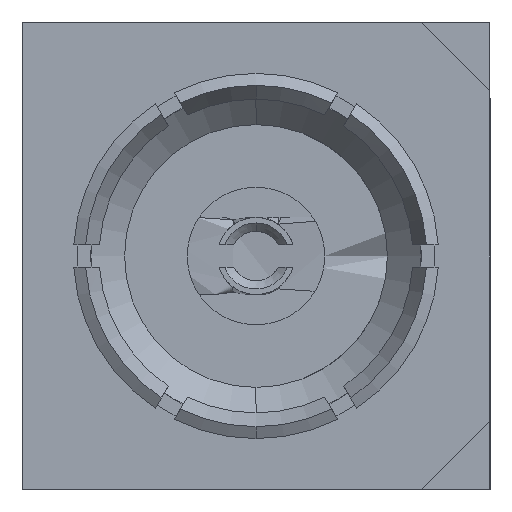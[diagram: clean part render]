
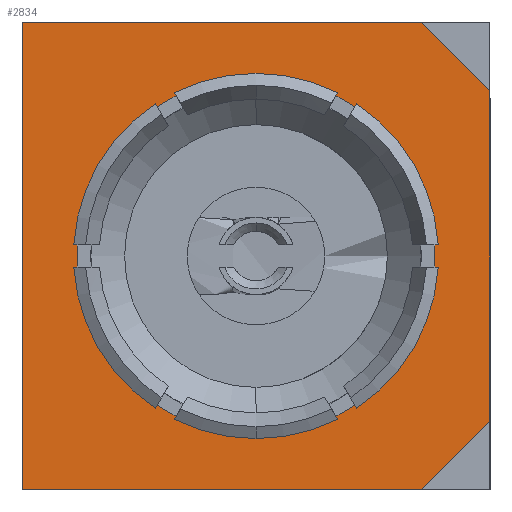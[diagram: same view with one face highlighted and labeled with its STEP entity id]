
A CAD part, left-side view. The second image highlights one B-rep face of the part: STEP entity #2834.
In plain terms, the highlighted planar face has unit normal (1, 0, 0).
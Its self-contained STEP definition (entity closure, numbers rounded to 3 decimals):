
#25 = ORIENTED_EDGE ( 'NONE', *, *, #2929, .T. ) ;
#178 = EDGE_CURVE ( 'NONE', #3929, #769, #2620, .T. ) ;
#223 = CARTESIAN_POINT ( 'NONE',  ( 1.143, 0.373, 1.386 ) ) ;
#244 = CARTESIAN_POINT ( 'NONE',  ( 1.143, -2.245, 2.245 ) ) ;
#322 = DIRECTION ( 'NONE',  ( 0., -1., 0. ) ) ;
#371 = VECTOR ( 'NONE', #5365, 1000. ) ;
#565 = CARTESIAN_POINT ( 'NONE',  ( 1.143, -1.524, 2.159 ) ) ;
#575 = CARTESIAN_POINT ( 'NONE',  ( 1.143, -1.524, 2.159 ) ) ;
#604 = LINE ( 'NONE', #3280, #4676 ) ;
#769 = VERTEX_POINT ( 'NONE', #6710 ) ;
#816 = VECTOR ( 'NONE', #5312, 1000. ) ;
#863 = EDGE_LOOP ( 'NONE', ( #3836, #7471, #4384, #1164, #2791, #4043 ) ) ;
#921 = FACE_OUTER_BOUND ( 'NONE', #863, .T. ) ;
#1137 = LINE ( 'NONE', #6760, #3208 ) ;
#1164 = ORIENTED_EDGE ( 'NONE', *, *, #178, .T. ) ;
#1209 = LINE ( 'NONE', #2344, #371 ) ;
#1259 = EDGE_CURVE ( 'NONE', #5410, #4581, #3468, .T. ) ;
#1437 = DIRECTION ( 'NONE',  ( 0., 0., -1. ) ) ;
#1455 = CARTESIAN_POINT ( 'NONE',  ( 1.143, -2.159, 1.524 ) ) ;
#1481 = CARTESIAN_POINT ( 'NONE',  ( 1.143, 0., -1.424 ) ) ;
#1506 = CARTESIAN_POINT ( 'NONE',  ( 1.143, -1.387, -0.373 ) ) ;
#1542 = CARTESIAN_POINT ( 'NONE',  ( 1.143, -0.717, -1.244 ) ) ;
#1667 = DIRECTION ( 'NONE',  ( 0., -0.707, -0.707 ) ) ;
#1778 = FACE_BOUND ( 'NONE', #4987, .T. ) ;
#1840 = CARTESIAN_POINT ( 'NONE',  ( 1.143, 0.186, 1.424 ) ) ;
#2143 = CARTESIAN_POINT ( 'NONE',  ( 1.143, -1.245, 0.716 ) ) ;
#2191 = CARTESIAN_POINT ( 'NONE',  ( 1.143, -1.424, -0.186 ) ) ;
#2261 = CARTESIAN_POINT ( 'NONE',  ( 1.143, 0.875, -1.138 ) ) ;
#2262 = CARTESIAN_POINT ( 'NONE',  ( 1.143, -1.524, -2.159 ) ) ;
#2279 = CARTESIAN_POINT ( 'NONE',  ( 1.143, 0.717, -1.244 ) ) ;
#2344 = CARTESIAN_POINT ( 'NONE',  ( 1.143, 2.159, 0. ) ) ;
#2620 = LINE ( 'NONE', #4083, #816 ) ;
#2719 = CARTESIAN_POINT ( 'NONE',  ( 1.143, 0., 2.159 ) ) ;
#2791 = ORIENTED_EDGE ( 'NONE', *, *, #4877, .T. ) ;
#2834 = ADVANCED_FACE ( 'NONE', ( #1778, #921 ), #3887, .T. ) ;
#2893 = CARTESIAN_POINT ( 'NONE',  ( 1.143, 1.387, 0.373 ) ) ;
#2904 = EDGE_CURVE ( 'NONE', #7021, #5410, #5513, .T. ) ;
#2922 = CARTESIAN_POINT ( 'NONE',  ( 1.143, 1.138, 0.875 ) ) ;
#2929 = EDGE_CURVE ( 'NONE', #5584, #5199, #4203, .T. ) ;
#2991 = CARTESIAN_POINT ( 'NONE',  ( 1.143, 0., 1.424 ) ) ;
#3063 = ORIENTED_EDGE ( 'NONE', *, *, #4830, .T. ) ;
#3093 = DIRECTION ( 'NONE',  ( 0., -0.707, 0.707 ) ) ;
#3208 = VECTOR ( 'NONE', #3093, 1000. ) ;
#3280 = CARTESIAN_POINT ( 'NONE',  ( 1.143, -2.159, 0. ) ) ;
#3326 = CARTESIAN_POINT ( 'NONE',  ( 1.143, -0.717, 1.244 ) ) ;
#3358 = CARTESIAN_POINT ( 'NONE',  ( 1.143, -1.138, 0.875 ) ) ;
#3418 = CARTESIAN_POINT ( 'NONE',  ( 1.143, -2.159, -1.524 ) ) ;
#3468 = LINE ( 'NONE', #575, #6822 ) ;
#3718 = CARTESIAN_POINT ( 'NONE',  ( 1.143, 0., -1.424 ) ) ;
#3836 = ORIENTED_EDGE ( 'NONE', *, *, #1259, .T. ) ;
#3887 = PLANE ( 'NONE',  #7054 ) ;
#3929 = VERTEX_POINT ( 'NONE', #2262 ) ;
#3969 = CARTESIAN_POINT ( 'NONE',  ( 1.143, 0., 1.424 ) ) ;
#4018 = CARTESIAN_POINT ( 'NONE',  ( 1.143, -0.373, -1.386 ) ) ;
#4043 = ORIENTED_EDGE ( 'NONE', *, *, #2904, .T. ) ;
#4083 = CARTESIAN_POINT ( 'NONE',  ( 1.143, 0., -2.159 ) ) ;
#4172 = B_SPLINE_CURVE_WITH_KNOTS ( 'NONE', 3,
 ( #2991, #1840, #223, #4194, #7762, #2922, #6540, #2893, #6030, #5336, #6009, #5952, #6569, #2261, #2279, #6591, #7178, #5985 ),
 .UNSPECIFIED., .F., .F.,
 ( 4, 2, 2, 2, 2, 2, 2, 2, 4 ),
 ( 0., 0.125, 0.25, 0.375, 0.5, 0.625, 0.75, 0.875, 1. ),
 .UNSPECIFIED. ) ;
#4194 = CARTESIAN_POINT ( 'NONE',  ( 1.143, 0.717, 1.244 ) ) ;
#4203 = B_SPLINE_CURVE_WITH_KNOTS ( 'NONE', 3,
 ( #1481, #4650, #4018, #1542, #6501, #5154, #5275, #1506, #2191, #5798, #7008, #2143, #3358, #6448, #3326, #4598, #5882, #7118 ),
 .UNSPECIFIED., .F., .F.,
 ( 4, 2, 2, 2, 2, 2, 2, 2, 4 ),
 ( 0., 0.125, 0.25, 0.375, 0.5, 0.625, 0.75, 0.875, 1. ),
 .UNSPECIFIED. ) ;
#4274 = EDGE_CURVE ( 'NONE', #3929, #6771, #1137, .T. ) ;
#4384 = ORIENTED_EDGE ( 'NONE', *, *, #4274, .F. ) ;
#4447 = VECTOR ( 'NONE', #322, 1000. ) ;
#4492 = DIRECTION ( 'NONE',  ( 1., 0., 0. ) ) ;
#4581 = VERTEX_POINT ( 'NONE', #1455 ) ;
#4598 = CARTESIAN_POINT ( 'NONE',  ( 1.143, -0.373, 1.387 ) ) ;
#4650 = CARTESIAN_POINT ( 'NONE',  ( 1.143, -0.186, -1.424 ) ) ;
#4676 = VECTOR ( 'NONE', #7596, 1000. ) ;
#4830 = EDGE_CURVE ( 'NONE', #5199, #5584, #4172, .T. ) ;
#4877 = EDGE_CURVE ( 'NONE', #769, #7021, #1209, .T. ) ;
#4987 = EDGE_LOOP ( 'NONE', ( #3063, #25 ) ) ;
#5154 = CARTESIAN_POINT ( 'NONE',  ( 1.143, -1.138, -0.875 ) ) ;
#5170 = EDGE_CURVE ( 'NONE', #4581, #6771, #604, .T. ) ;
#5199 = VERTEX_POINT ( 'NONE', #3969 ) ;
#5275 = CARTESIAN_POINT ( 'NONE',  ( 1.143, -1.244, -0.717 ) ) ;
#5312 = DIRECTION ( 'NONE',  ( 0., 1., 0. ) ) ;
#5336 = CARTESIAN_POINT ( 'NONE',  ( 1.143, 1.424, -0.186 ) ) ;
#5365 = DIRECTION ( 'NONE',  ( 0., 0., 1. ) ) ;
#5410 = VERTEX_POINT ( 'NONE', #565 ) ;
#5513 = LINE ( 'NONE', #2719, #4447 ) ;
#5584 = VERTEX_POINT ( 'NONE', #3718 ) ;
#5798 = CARTESIAN_POINT ( 'NONE',  ( 1.143, -1.424, 0.186 ) ) ;
#5882 = CARTESIAN_POINT ( 'NONE',  ( 1.143, -0.187, 1.424 ) ) ;
#5952 = CARTESIAN_POINT ( 'NONE',  ( 1.143, 1.245, -0.716 ) ) ;
#5985 = CARTESIAN_POINT ( 'NONE',  ( 1.143, 0., -1.424 ) ) ;
#6009 = CARTESIAN_POINT ( 'NONE',  ( 1.143, 1.386, -0.374 ) ) ;
#6030 = CARTESIAN_POINT ( 'NONE',  ( 1.143, 1.424, 0.186 ) ) ;
#6448 = CARTESIAN_POINT ( 'NONE',  ( 1.143, -0.875, 1.138 ) ) ;
#6501 = CARTESIAN_POINT ( 'NONE',  ( 1.143, -0.875, -1.138 ) ) ;
#6540 = CARTESIAN_POINT ( 'NONE',  ( 1.143, 1.244, 0.717 ) ) ;
#6569 = CARTESIAN_POINT ( 'NONE',  ( 1.143, 1.138, -0.875 ) ) ;
#6591 = CARTESIAN_POINT ( 'NONE',  ( 1.143, 0.373, -1.387 ) ) ;
#6710 = CARTESIAN_POINT ( 'NONE',  ( 1.143, 2.159, -2.159 ) ) ;
#6760 = CARTESIAN_POINT ( 'NONE',  ( 1.143, -1.841, -1.841 ) ) ;
#6771 = VERTEX_POINT ( 'NONE', #3418 ) ;
#6822 = VECTOR ( 'NONE', #1667, 1000. ) ;
#7008 = CARTESIAN_POINT ( 'NONE',  ( 1.143, -1.386, 0.374 ) ) ;
#7021 = VERTEX_POINT ( 'NONE', #7409 ) ;
#7054 = AXIS2_PLACEMENT_3D ( 'NONE', #244, #4492, #1437 ) ;
#7118 = CARTESIAN_POINT ( 'NONE',  ( 1.143, 0., 1.424 ) ) ;
#7178 = CARTESIAN_POINT ( 'NONE',  ( 1.143, 0.187, -1.424 ) ) ;
#7409 = CARTESIAN_POINT ( 'NONE',  ( 1.143, 2.159, 2.159 ) ) ;
#7471 = ORIENTED_EDGE ( 'NONE', *, *, #5170, .T. ) ;
#7596 = DIRECTION ( 'NONE',  ( 0., 0., -1. ) ) ;
#7762 = CARTESIAN_POINT ( 'NONE',  ( 1.143, 0.875, 1.138 ) ) ;
